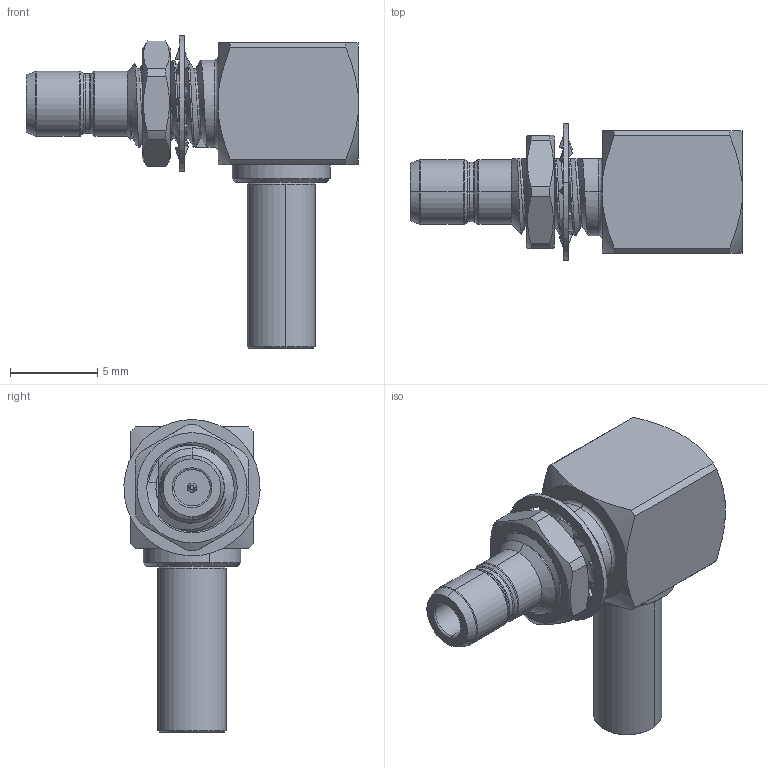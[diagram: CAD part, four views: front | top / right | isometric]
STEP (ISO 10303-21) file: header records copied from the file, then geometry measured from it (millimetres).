
FILE_DESCRIPTION (( 'STEP AP214' ), '1' );
FILE_NAME ('Âèëêà_ÑÐ-50-1-02-Â-Ó-Îá-058.STEP', '2018-12-03T08:28:43', ( 'User' ), ( '' ), 'SwSTEP 2.0', 'SolidWorks 2016', '' );
FILE_SCHEMA (( 'AUTOMOTIVE_DESIGN' ));
Length unit declared in the file: millimetre
Products named in the file (1): Âèëêà_ÑÐ-50-1-02-Â-Ó-Îá-058
Bounding box: 19 x 7.79 x 17.9 mm (x, y, z)
Volume: 628.9 mm3; surface area: 957.1 mm2
Topology: 3 solids, 3 shells, 214 faces, 528 edges, 329 vertices
Faces by surface type: cylinder 72, bspline 53, cone 45, plane 27, torus 17
Entity records: 14227 total; most frequent: CARTESIAN_POINT 7366, ORIENTED_EDGE 1056, DIRECTION 786, EDGE_CURVE 528, VERTEX_POINT 329, AXIS2_PLACEMENT_3D 327, EDGE_LOOP 227, UNCERTAINTY_MEASURE_WITH_UNIT 215
